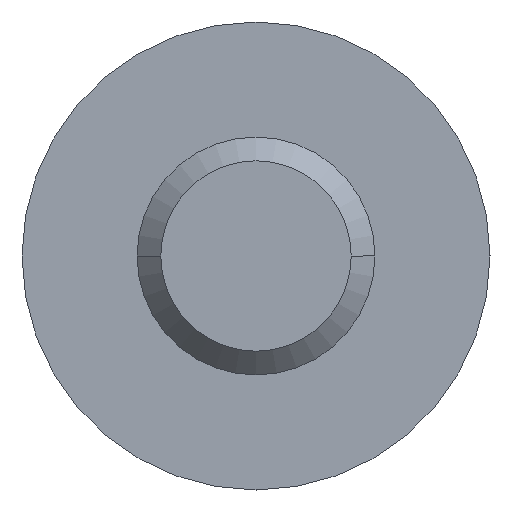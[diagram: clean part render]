
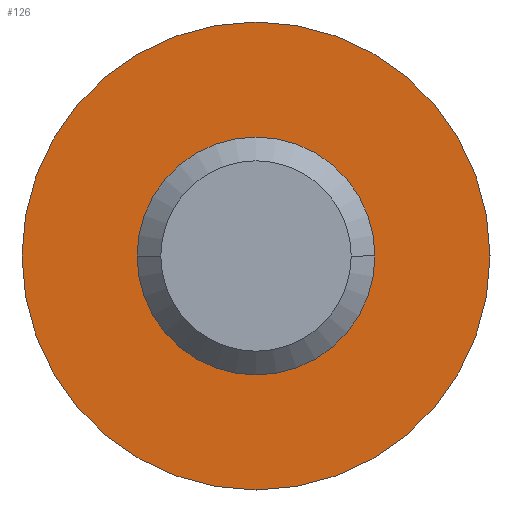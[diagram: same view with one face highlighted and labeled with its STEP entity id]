
A CAD part, front view. The second image highlights one B-rep face of the part: STEP entity #126.
In plain terms, the highlighted planar face has unit normal (0, -1, 0).
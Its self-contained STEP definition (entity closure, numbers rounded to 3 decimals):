
#16 = EDGE_LOOP ( 'NONE', ( #411, #62 ) ) ;
#23 = VERTEX_POINT ( 'NONE', #181 ) ;
#55 = FACE_BOUND ( 'NONE', #146, .T. ) ;
#58 = DIRECTION ( 'NONE',  ( 0., 1., 0. ) ) ;
#62 = ORIENTED_EDGE ( 'NONE', *, *, #292, .F. ) ;
#66 = DIRECTION ( 'NONE',  ( -1., 0., 0. ) ) ;
#74 = AXIS2_PLACEMENT_3D ( 'NONE', #413, #198, #314 ) ;
#96 = DIRECTION ( 'NONE',  ( 0., 1., 0. ) ) ;
#126 = ADVANCED_FACE ( 'NONE', ( #390, #55 ), #444, .F. ) ;
#142 = CARTESIAN_POINT ( 'NONE',  ( 0., 20., 0. ) ) ;
#146 = EDGE_LOOP ( 'NONE', ( #148, #436 ) ) ;
#148 = ORIENTED_EDGE ( 'NONE', *, *, #321, .T. ) ;
#157 = EDGE_CURVE ( 'NONE', #226, #23, #344, .T. ) ;
#161 = AXIS2_PLACEMENT_3D ( 'NONE', #393, #58, #168 ) ;
#168 = DIRECTION ( 'NONE',  ( -1., 0., 0. ) ) ;
#176 = CARTESIAN_POINT ( 'NONE',  ( 2.95, 20., 0. ) ) ;
#180 = DIRECTION ( 'NONE',  ( 0., 1., 0. ) ) ;
#181 = CARTESIAN_POINT ( 'NONE',  ( -1.5, 20., 0. ) ) ;
#184 = CIRCLE ( 'NONE', #269, 1.5 ) ;
#198 = DIRECTION ( 'NONE',  ( 0., 1., 0. ) ) ;
#209 = CIRCLE ( 'NONE', #386, 2.95 ) ;
#211 = DIRECTION ( 'NONE',  ( -1., 0., 0. ) ) ;
#213 = CARTESIAN_POINT ( 'NONE',  ( 0., 20., 0. ) ) ;
#218 = CARTESIAN_POINT ( 'NONE',  ( -2.95, 20., 0. ) ) ;
#226 = VERTEX_POINT ( 'NONE', #333 ) ;
#230 = CIRCLE ( 'NONE', #161, 2.95 ) ;
#242 = CARTESIAN_POINT ( 'NONE',  ( 0., 20., 0. ) ) ;
#247 = DIRECTION ( 'NONE',  ( -1., 0., 0. ) ) ;
#269 = AXIS2_PLACEMENT_3D ( 'NONE', #142, #437, #66 ) ;
#292 = EDGE_CURVE ( 'NONE', #345, #352, #230, .T. ) ;
#314 = DIRECTION ( 'NONE',  ( -1., 0., 0. ) ) ;
#321 = EDGE_CURVE ( 'NONE', #23, #226, #184, .T. ) ;
#333 = CARTESIAN_POINT ( 'NONE',  ( 1.5, 20., 0. ) ) ;
#344 = CIRCLE ( 'NONE', #374, 1.5 ) ;
#345 = VERTEX_POINT ( 'NONE', #176 ) ;
#352 = VERTEX_POINT ( 'NONE', #218 ) ;
#374 = AXIS2_PLACEMENT_3D ( 'NONE', #242, #96, #211 ) ;
#386 = AXIS2_PLACEMENT_3D ( 'NONE', #213, #180, #247 ) ;
#390 = FACE_OUTER_BOUND ( 'NONE', #16, .T. ) ;
#393 = CARTESIAN_POINT ( 'NONE',  ( 0., 20., 0. ) ) ;
#411 = ORIENTED_EDGE ( 'NONE', *, *, #418, .F. ) ;
#413 = CARTESIAN_POINT ( 'NONE',  ( 1.5, 20., 0. ) ) ;
#418 = EDGE_CURVE ( 'NONE', #352, #345, #209, .T. ) ;
#436 = ORIENTED_EDGE ( 'NONE', *, *, #157, .T. ) ;
#437 = DIRECTION ( 'NONE',  ( 0., 1., 0. ) ) ;
#444 = PLANE ( 'NONE',  #74 ) ;
